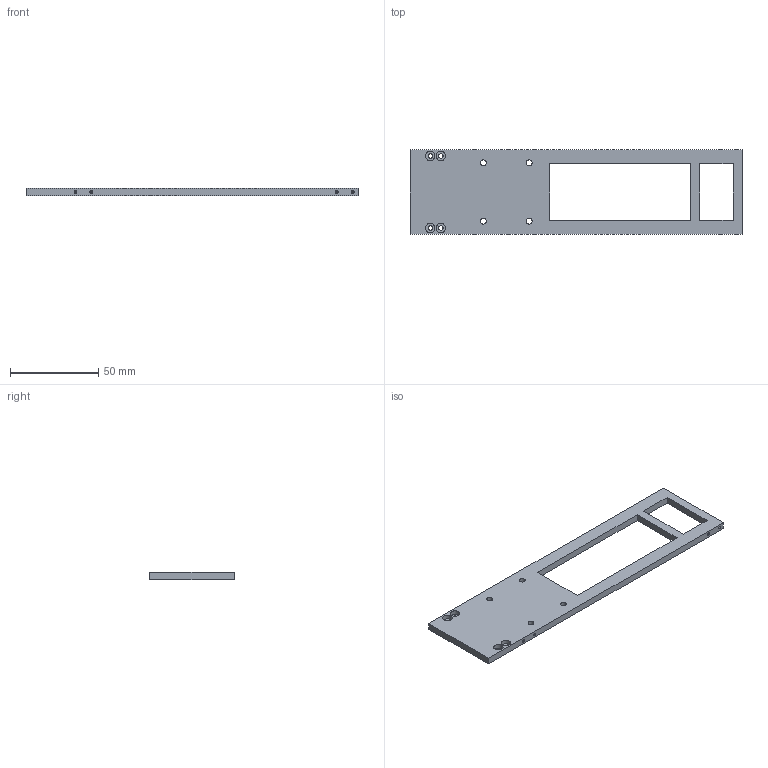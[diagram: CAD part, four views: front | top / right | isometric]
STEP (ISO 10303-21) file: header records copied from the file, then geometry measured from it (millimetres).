
FILE_DESCRIPTION (( 'STEP AP214' ), '1' );
FILE_NAME ('housingBottomPlate.STEP', '2017-05-24T02:59:33', ( '' ), ( '' ), 'SwSTEP 2.0', 'SolidWorks 2016', '' );
FILE_SCHEMA (( 'AUTOMOTIVE_DESIGN' ));
Length unit declared in the file: millimetre
Products named in the file (1): housingBottomPlate
Bounding box: 188 x 48 x 4 mm (x, y, z)
Volume: 22938 mm3; surface area: 15419.8 mm2
Topology: 1 solids, 1 shells, 74 faces, 188 edges, 112 vertices
Faces by surface type: cylinder 40, plane 18, cone 16
Entity records: 2382 total; most frequent: DIRECTION 402, CARTESIAN_POINT 359, ORIENTED_EDGE 344, EDGE_CURVE 172, AXIS2_PLACEMENT_3D 155, VERTEX_POINT 112, EDGE_LOOP 106, LINE 92
